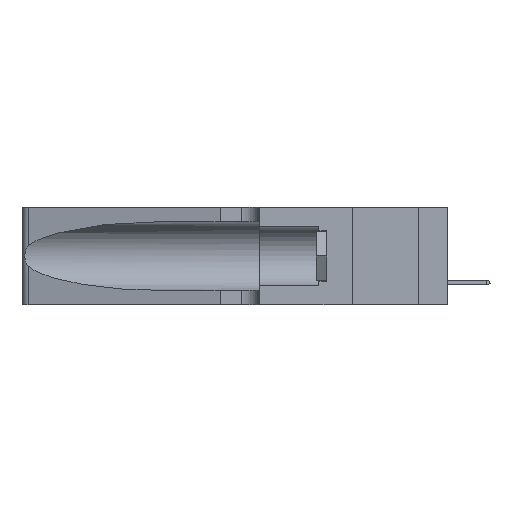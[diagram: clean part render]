
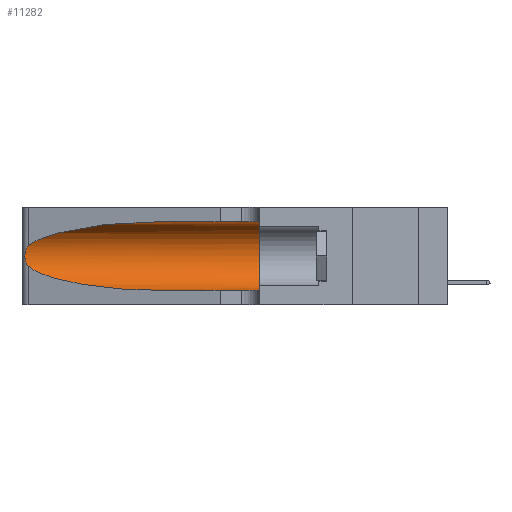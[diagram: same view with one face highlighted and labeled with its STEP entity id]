
A CAD part, left-side view. The second image highlights one B-rep face of the part: STEP entity #11282.
In plain terms, the highlighted cylindrical face has radius 3.308 mm (diameter 6.617 mm), a partial arc.
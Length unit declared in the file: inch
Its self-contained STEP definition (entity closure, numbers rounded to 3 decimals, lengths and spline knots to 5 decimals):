
#960 = CARTESIAN_POINT ( 'NONE',  ( 0.1305, 0.72297, 0.31525 ) ) ;
#1059 = DIRECTION ( 'NONE',  ( 0., -1., 0. ) ) ;
#1249 = CARTESIAN_POINT ( 'NONE',  ( 0.25854, 1.2359, 0.20912 ) ) ;
#1677 = CARTESIAN_POINT ( 'NONE',  ( 0.1305, 1.61858, 0.185 ) ) ;
#1813 = CARTESIAN_POINT ( 'NONE',  ( 0.25787, 1.23484, 0.2124 ) ) ;
#1990 = CARTESIAN_POINT ( 'NONE',  ( 0.25555, 1.22993, 0.14849 ) ) ;
#2880 = FACE_OUTER_BOUND ( 'NONE', #24089, .T. ) ;
#3547 = VERTEX_POINT ( 'NONE', #49160 ) ;
#5591 = CARTESIAN_POINT ( 'NONE',  ( 0.1305, 1.61858, 0.31525 ) ) ;
#5854 = CYLINDRICAL_SURFACE ( 'NONE', #17712, 0.13025 ) ;
#6221 = AXIS2_PLACEMENT_3D ( 'NONE', #46846, #46690, #11323 ) ;
#7880 = CARTESIAN_POINT ( 'NONE',  ( 0.1305, 0.35, 0.31525 ) ) ;
#8596 = VERTEX_POINT ( 'NONE', #7880 ) ;
#9180 = CARTESIAN_POINT ( 'NONE',  ( 0.26075, 1.23896, 0.19203 ) ) ;
#9230 = VERTEX_POINT ( 'NONE', #29497 ) ;
#9354 = CARTESIAN_POINT ( 'NONE',  ( 0.25487, 1.22718, 0.22369 ) ) ;
#9530 = CARTESIAN_POINT ( 'NONE',  ( 0.25789, 1.23486, 0.15765 ) ) ;
#9729 = CARTESIAN_POINT ( 'NONE',  ( 0.25487, 1.22718, 0.14631 ) ) ;
#11227 = DIRECTION ( 'NONE',  ( 0., -1., 0. ) ) ;
#11282 = ADVANCED_FACE ( 'NONE', ( #2880 ), #5854, .F. ) ;
#11323 = DIRECTION ( 'NONE',  ( 0., 0., 1. ) ) ;
#12459 = CARTESIAN_POINT ( 'NONE',  ( 0.25487, 1.22718, 0.22369 ) ) ;
#14900 = CARTESIAN_POINT ( 'NONE',  ( 0.1305, 0.72297, 0.31525 ) ) ;
#15005 = CARTESIAN_POINT ( 'NONE',  ( 0.1305, 1.61858, 0.05475 ) ) ;
#15955 = ORIENTED_EDGE ( 'NONE', *, *, #34264, .T. ) ;
#16764 = EDGE_CURVE ( 'NONE', #3547, #9230, #47810, .T. ) ;
#17331 = ORIENTED_EDGE ( 'NONE', *, *, #33786, .T. ) ;
#17712 = AXIS2_PLACEMENT_3D ( 'NONE', #1677, #17894, #21064 ) ;
#17894 = DIRECTION ( 'NONE',  ( 0., -1., 0. ) ) ;
#18554 = CARTESIAN_POINT ( 'NONE',  ( 0.1305, 0.72297, 0.05475 ) ) ;
#21064 = DIRECTION ( 'NONE',  ( 0., 0., -1. ) ) ;
#23051 = ORIENTED_EDGE ( 'NONE', *, *, #31092, .F. ) ;
#23070 = CARTESIAN_POINT ( 'NONE',  ( 0.25487, 1.22718, 0.14631 ) ) ;
#24089 = EDGE_LOOP ( 'NONE', ( #49761, #17331, #15955, #35792, #43196, #23051 ) ) ;
#24756 = EDGE_CURVE ( 'NONE', #47410, #38506, #37837, .T. ) ;
#25510 = CARTESIAN_POINT ( 'NONE',  ( 0.26075, 1.23896, 0.178 ) ) ;
#25519 = CARTESIAN_POINT ( 'NONE',  ( 0.25487, 1.22718, 0.22369 ) ) ;
#28861 = CARTESIAN_POINT ( 'NONE',  ( 0.25555, 1.22994, 0.2215 ) ) ;
#29497 = CARTESIAN_POINT ( 'NONE',  ( 0.1305, 0.35, 0.05475 ) ) ;
#29524 = EDGE_CURVE ( 'NONE', #8596, #9230, #30084, .T. ) ;
#30084 = CIRCLE ( 'NONE', #6221, 0.13025 ) ;
#31092 = EDGE_CURVE ( 'NONE', #47410, #8596, #43940, .T. ) ;
#32282 = CARTESIAN_POINT ( 'NONE',  ( 0.2373, 1.15595, 0.28018 ) ) ;
#32795 = CARTESIAN_POINT ( 'NONE',  ( 0.25856, 1.23593, 0.16098 ) ) ;
#32964 = CARTESIAN_POINT ( 'NONE',  ( 0.26017, 1.23833, 0.17102 ) ) ;
#33786 = EDGE_CURVE ( 'NONE', #38506, #40913, #36278, .T. ) ;
#34264 = EDGE_CURVE ( 'NONE', #40913, #3547, #38564, .T. ) ;
#35792 = ORIENTED_EDGE ( 'NONE', *, *, #16764, .T. ) ;
#36278 = B_SPLINE_CURVE_WITH_KNOTS ( 'NONE', 3,
 ( #9354, #28861, #37266, #1813, #1249, #48867, #9180, #25510, #32964, #32795, #9530, #40504, #1990, #9729 ),
 .UNSPECIFIED., .F., .F.,
 ( 4, 2, 2, 2, 2, 2, 4 ),
 ( 0., 0.00027, 0.00053, 0.00107, 0.0016, 0.00187, 0.00214 ),
 .UNSPECIFIED. ) ;
#37266 = CARTESIAN_POINT ( 'NONE',  ( 0.25639, 1.23184, 0.21858 ) ) ;
#37754 = CARTESIAN_POINT ( 'NONE',  ( 0.18966, 0.96281, 0.31525 ) ) ;
#37837 =( BOUNDED_CURVE ( )  B_SPLINE_CURVE ( 3, ( #960, #37754, #32282, #12459 ),
 .UNSPECIFIED., .F., .F. ) 
 B_SPLINE_CURVE_WITH_KNOTS ( ( 4, 4 ),
 ( 1.5708, 2.84003 ),
 .UNSPECIFIED. ) 
 CURVE ( )  GEOMETRIC_REPRESENTATION_ITEM ( )  RATIONAL_B_SPLINE_CURVE ( ( 1., 0.87, 0.87, 1. ) ) 
 REPRESENTATION_ITEM ( '' )  );
#38506 = VERTEX_POINT ( 'NONE', #25519 ) ;
#38564 =( BOUNDED_CURVE ( )  B_SPLINE_CURVE ( 3, ( #45559, #49964, #49632, #18554 ),
 .UNSPECIFIED., .F., .T. ) 
 B_SPLINE_CURVE_WITH_KNOTS ( ( 4, 4 ),
 ( 3.44316, 4.71239 ),
 .UNSPECIFIED. ) 
 CURVE ( )  GEOMETRIC_REPRESENTATION_ITEM ( )  RATIONAL_B_SPLINE_CURVE ( ( 1., 0.87, 0.87, 1. ) ) 
 REPRESENTATION_ITEM ( '' )  );
#40504 = CARTESIAN_POINT ( 'NONE',  ( 0.25639, 1.23186, 0.15144 ) ) ;
#40913 = VERTEX_POINT ( 'NONE', #23070 ) ;
#41580 = VECTOR ( 'NONE', #1059, 39.37008 ) ;
#43196 = ORIENTED_EDGE ( 'NONE', *, *, #29524, .F. ) ;
#43940 = LINE ( 'NONE', #5591, #41580 ) ;
#45559 = CARTESIAN_POINT ( 'NONE',  ( 0.25487, 1.22718, 0.14631 ) ) ;
#46690 = DIRECTION ( 'NONE',  ( 0., 1., 0. ) ) ;
#46846 = CARTESIAN_POINT ( 'NONE',  ( 0.1305, 0.35, 0.185 ) ) ;
#47410 = VERTEX_POINT ( 'NONE', #14900 ) ;
#47810 = LINE ( 'NONE', #15005, #50359 ) ;
#48867 = CARTESIAN_POINT ( 'NONE',  ( 0.26018, 1.23835, 0.19895 ) ) ;
#49160 = CARTESIAN_POINT ( 'NONE',  ( 0.1305, 0.72297, 0.05475 ) ) ;
#49632 = CARTESIAN_POINT ( 'NONE',  ( 0.18966, 0.96281, 0.05475 ) ) ;
#49761 = ORIENTED_EDGE ( 'NONE', *, *, #24756, .T. ) ;
#49964 = CARTESIAN_POINT ( 'NONE',  ( 0.2373, 1.15595, 0.08982 ) ) ;
#50359 = VECTOR ( 'NONE', #11227, 39.37008 ) ;
